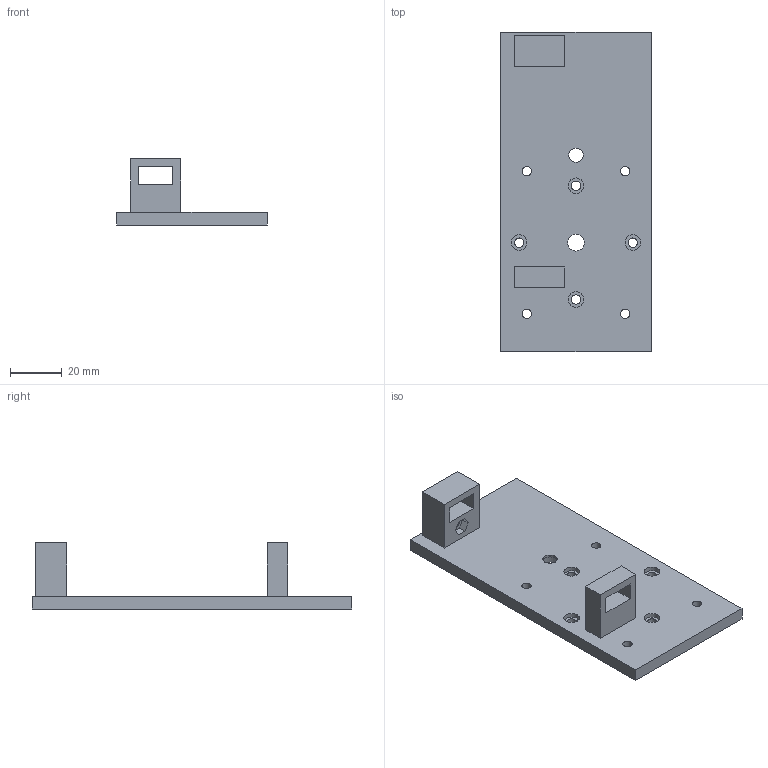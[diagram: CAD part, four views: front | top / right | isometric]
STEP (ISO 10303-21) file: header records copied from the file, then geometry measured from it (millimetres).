
FILE_DESCRIPTION(('FreeCAD Model'),'2;1');
FILE_NAME('Open CASCADE Shape Model','2024-11-18T18:56:42',(''),(''), 'Open CASCADE STEP processor 7.8','FreeCAD','Unknown');
FILE_SCHEMA(('AUTOMOTIVE_DESIGN { 1 0 10303 214 1 1 1 1 }'));
Length unit declared in the file: millimetre
Products named in the file (1): BackPlate001
Bounding box: 58 x 123.04 x 25.5 mm (x, y, z)
Volume: 39406.3 mm3; surface area: 19695.1 mm2
Topology: 1 solids, 1 shells, 54 faces, 129 edges, 86 vertices
Faces by surface type: plane 37, cylinder 17
Full cylindrical faces by diameter (mm): 3.6 x9, 5.5 x1, 6 x4, 6.5 x1, 10.1 x1, 22.5 x1
Entity records: 1641 total; most frequent: DIRECTION 273, CARTESIAN_POINT 270, ORIENTED_EDGE 258, EDGE_CURVE 129, LINE 95, VECTOR 95, AXIS2_PLACEMENT_3D 89, FACE_BOUND 89
